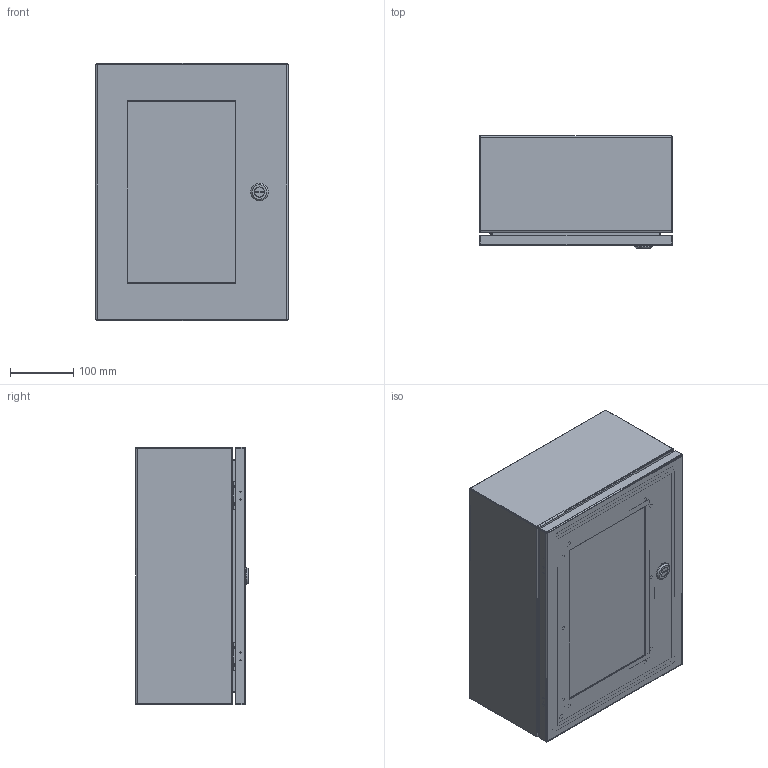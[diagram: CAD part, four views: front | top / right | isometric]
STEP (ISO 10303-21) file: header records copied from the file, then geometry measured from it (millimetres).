
FILE_DESCRIPTION (( 'STEP AP203' ), '1' );
FILE_NAME ('EN4SD16126WSS_Default.step', '2019-11-14T20:41:35', ( '' ), ( '' ), 'SwSTEP 2.0', 'SolidWorks 2019', '' );
FILE_SCHEMA (( 'CONFIG_CONTROL_DESIGN' ));
Length unit declared in the file: inch
Products named in the file (1): EN4SD16126WSS_Default
Bounding box: 304.8 x 177.34 x 406.4 mm (x, y, z)
Volume: 1205864.7 mm3; surface area: 1252599.2 mm2
Topology: 51 solids, 52 shells, 1083 faces, 2370 edges, 1422 vertices
Faces by surface type: plane 544, cylinder 327, bspline 96, cone 92, torus 24
Entity records: 33193 total; most frequent: CARTESIAN_POINT 9822, DIRECTION 4860, ORIENTED_EDGE 4716, EDGE_CURVE 2358, AXIS2_PLACEMENT_3D 1814, VERTEX_POINT 1422, VECTOR 1232, LINE 1232
